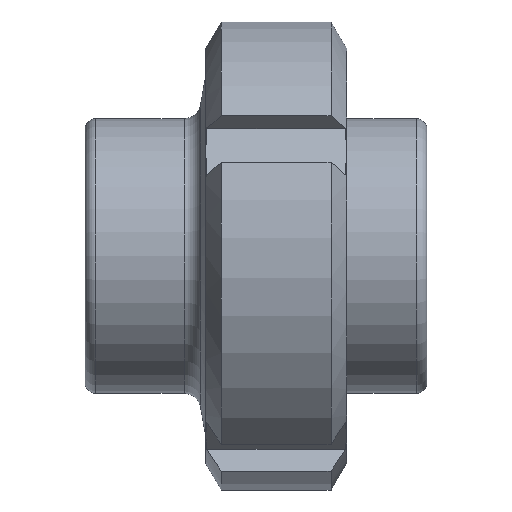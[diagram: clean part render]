
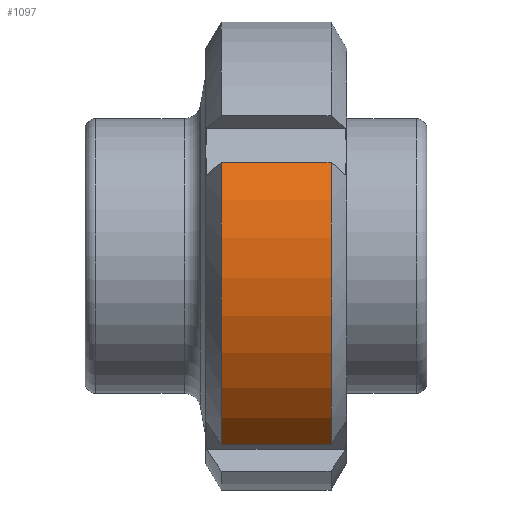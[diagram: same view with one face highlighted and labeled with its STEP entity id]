
A CAD part, top view. The second image highlights one B-rep face of the part: STEP entity #1097.
In plain terms, the highlighted cylindrical face has radius 35 mm (diameter 70 mm), a partial arc.
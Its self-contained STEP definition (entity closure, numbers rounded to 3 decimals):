
#31=CYLINDRICAL_SURFACE('',#1201,35.);
#57=LINE('',#1736,#73);
#60=LINE('',#1768,#76);
#73=VECTOR('',#1359,16.381);
#76=VECTOR('',#1366,16.381);
#224=FACE_OUTER_BOUND('',#310,.T.);
#310=EDGE_LOOP('',(#825,#826,#827,#828));
#442=CIRCLE('',#1188,35.);
#446=CIRCLE('',#1195,35.);
#527=VERTEX_POINT('',#1730);
#529=VERTEX_POINT('',#1735);
#533=VERTEX_POINT('',#1758);
#535=VERTEX_POINT('',#1764);
#630=EDGE_CURVE('',#529,#527,#57,.T.);
#640=EDGE_CURVE('',#533,#535,#60,.T.);
#654=EDGE_CURVE('',#533,#527,#442,.T.);
#660=EDGE_CURVE('',#535,#529,#446,.T.);
#825=ORIENTED_EDGE('',*,*,#630,.T.);
#826=ORIENTED_EDGE('',*,*,#654,.F.);
#827=ORIENTED_EDGE('',*,*,#640,.T.);
#828=ORIENTED_EDGE('',*,*,#660,.T.);
#1097=ADVANCED_FACE('',(#224),#31,.T.);
#1188=AXIS2_PLACEMENT_3D('',#1810,#1383,#1384);
#1195=AXIS2_PLACEMENT_3D('',#1825,#1397,#1398);
#1201=AXIS2_PLACEMENT_3D('',#1840,#1410,#1411);
#1359=DIRECTION('',(1.,0.,0.));
#1366=DIRECTION('',(-1.,0.,0.));
#1383=DIRECTION('center_axis',(1.,0.,0.));
#1384=DIRECTION('ref_axis',(0.,-0.5,-0.866));
#1397=DIRECTION('center_axis',(1.,0.,0.));
#1398=DIRECTION('ref_axis',(0.,-0.5,-0.866));
#1410=DIRECTION('center_axis',(1.,0.,0.));
#1411=DIRECTION('ref_axis',(0.,-0.5,-0.866));
#1730=CARTESIAN_POINT('',(4.691,-28.112,20.851));
#1735=CARTESIAN_POINT('',(-11.691,-28.112,20.851));
#1736=CARTESIAN_POINT('',(-3.5,-28.112,20.851));
#1758=CARTESIAN_POINT('',(4.691,13.922,32.112));
#1764=CARTESIAN_POINT('',(-11.691,13.922,32.112));
#1768=CARTESIAN_POINT('',(-3.5,13.922,32.112));
#1810=CARTESIAN_POINT('Origin',(4.691,0.,
0.));
#1825=CARTESIAN_POINT('Origin',(-11.691,0.,
0.));
#1840=CARTESIAN_POINT('Origin',(-3.5,0.,0.));
